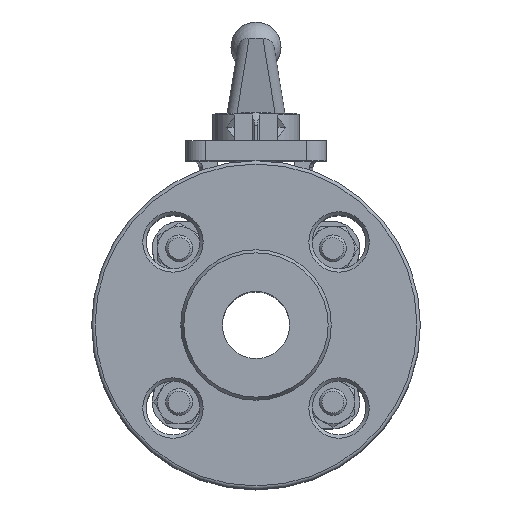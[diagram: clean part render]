
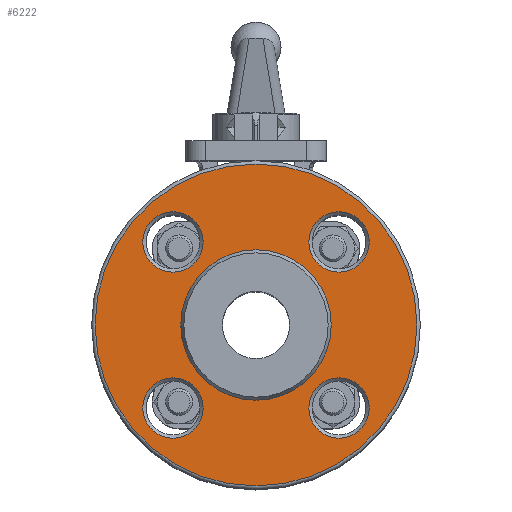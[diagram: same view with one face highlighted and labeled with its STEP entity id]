
A CAD part, top view. The second image highlights one B-rep face of the part: STEP entity #6222.
In plain terms, the highlighted face is planar.
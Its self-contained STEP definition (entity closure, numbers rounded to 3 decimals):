
#1135=PLANE('',#6852);
#2201=ORIENTED_EDGE('',*,*,#3561,.F.);
#2202=ORIENTED_EDGE('',*,*,#3564,.F.);
#2203=ORIENTED_EDGE('',*,*,#3565,.F.);
#2204=ORIENTED_EDGE('',*,*,#3566,.F.);
#2205=ORIENTED_EDGE('',*,*,#3567,.F.);
#2206=ORIENTED_EDGE('',*,*,#3563,.T.);
#3561=EDGE_CURVE('',#4325,#4325,#4827,.T.);
#3563=EDGE_CURVE('',#4327,#4327,#4829,.T.);
#3564=EDGE_CURVE('',#4328,#4328,#4830,.T.);
#3565=EDGE_CURVE('',#4329,#4329,#4831,.T.);
#3566=EDGE_CURVE('',#4330,#4330,#4832,.T.);
#3567=EDGE_CURVE('',#4331,#4331,#4833,.T.);
#4325=VERTEX_POINT('',#10316);
#4327=VERTEX_POINT('',#10321);
#4328=VERTEX_POINT('',#10324);
#4329=VERTEX_POINT('',#10326);
#4330=VERTEX_POINT('',#10328);
#4331=VERTEX_POINT('',#10330);
#4827=CIRCLE('',#6848,22.424);
#4829=CIRCLE('',#6851,48.);
#4830=CIRCLE('',#6853,9.);
#4831=CIRCLE('',#6854,9.);
#4832=CIRCLE('',#6855,9.);
#4833=CIRCLE('',#6856,9.);
#5183=EDGE_LOOP('',(#2201));
#5184=EDGE_LOOP('',(#2202));
#5185=EDGE_LOOP('',(#2203));
#5186=EDGE_LOOP('',(#2204));
#5187=EDGE_LOOP('',(#2205));
#5188=EDGE_LOOP('',(#2206));
#5678=FACE_BOUND('',#5183,.T.);
#5679=FACE_BOUND('',#5184,.T.);
#5680=FACE_BOUND('',#5185,.T.);
#5681=FACE_BOUND('',#5186,.T.);
#5682=FACE_BOUND('',#5187,.T.);
#5683=FACE_BOUND('',#5188,.T.);
#6222=ADVANCED_FACE('',(#5678,#5679,#5680,#5681,#5682,#5683),#1135,.F.);
#6848=AXIS2_PLACEMENT_3D('',#10315,#8191,#8192);
#6851=AXIS2_PLACEMENT_3D('',#10320,#8197,#8198);
#6852=AXIS2_PLACEMENT_3D('',#10322,#8199,#8200);
#6853=AXIS2_PLACEMENT_3D('',#10323,#8201,#8202);
#6854=AXIS2_PLACEMENT_3D('',#10325,#8203,#8204);
#6855=AXIS2_PLACEMENT_3D('',#10327,#8205,#8206);
#6856=AXIS2_PLACEMENT_3D('',#10329,#8207,#8208);
#8191=DIRECTION('',(0.,0.,-1.));
#8192=DIRECTION('',(-1.,0.,0.));
#8197=DIRECTION('',(0.,0.,-1.));
#8198=DIRECTION('',(-1.,0.,0.));
#8199=DIRECTION('',(0.,0.,1.));
#8200=DIRECTION('',(1.,0.,0.));
#8201=DIRECTION('',(0.,0.,-1.));
#8202=DIRECTION('',(-1.,0.,0.));
#8203=DIRECTION('',(0.,0.,-1.));
#8204=DIRECTION('',(-1.,0.,0.));
#8205=DIRECTION('',(0.,0.,-1.));
#8206=DIRECTION('',(-1.,0.,0.));
#8207=DIRECTION('',(0.,0.,-1.));
#8208=DIRECTION('',(-1.,0.,0.));
#10315=CARTESIAN_POINT('',(0.,0.,-66.4));
#10316=CARTESIAN_POINT('',(-22.424,0.,-66.4));
#10320=CARTESIAN_POINT('',(0.,0.,-66.4));
#10321=CARTESIAN_POINT('',(-48.,0.,-66.4));
#10322=CARTESIAN_POINT('',(0.,49.,-66.4));
#10323=CARTESIAN_POINT('',(-24.749,-24.749,-66.4));
#10324=CARTESIAN_POINT('',(-33.749,-24.749,-66.4));
#10325=CARTESIAN_POINT('',(24.749,-24.749,-66.4));
#10326=CARTESIAN_POINT('',(15.749,-24.749,-66.4));
#10327=CARTESIAN_POINT('',(24.749,24.749,-66.4));
#10328=CARTESIAN_POINT('',(15.749,24.749,-66.4));
#10329=CARTESIAN_POINT('',(-24.749,24.749,-66.4));
#10330=CARTESIAN_POINT('',(-33.749,24.749,-66.4));
